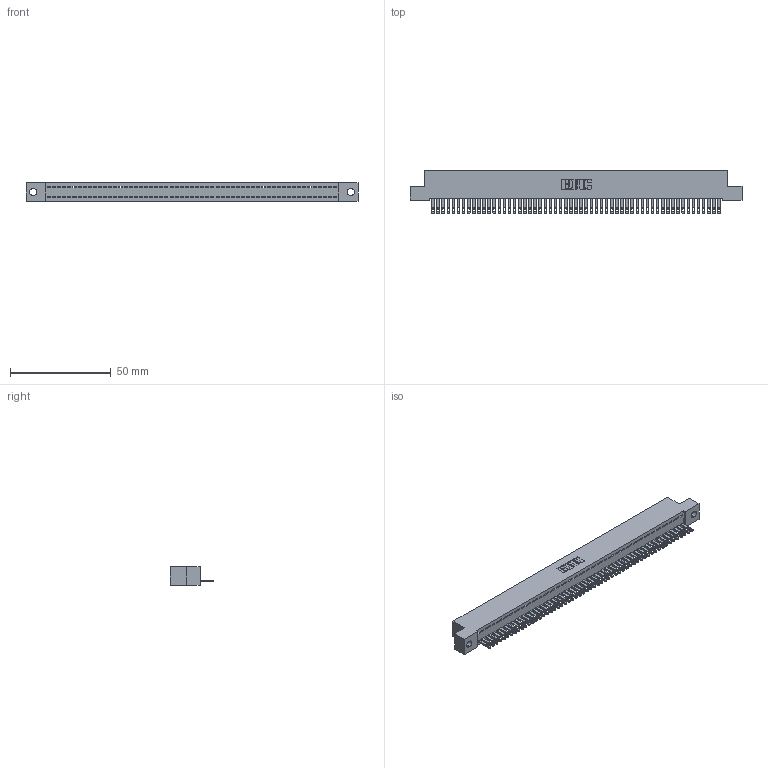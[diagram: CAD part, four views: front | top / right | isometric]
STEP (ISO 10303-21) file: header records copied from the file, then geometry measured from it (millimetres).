
FILE_DESCRIPTION (( 'STEP AP203' ), '1' );
FILE_NAME ('342-057-500-102.STEP', '2018-08-13T04:15:28', ( '' ), ( '' ), 'SwSTEP 2.0', 'SolidWorks 2016', '' );
FILE_SCHEMA (( 'CONFIG_CONTROL_DESIGN' ));
Length unit declared in the file: inch
Products named in the file (3): 342 Part_.128 Slot; 345-292-001_345-293-100; 342-057-500-102
Assembly tree (58 placements, depth 2):
  342-057-500-102
    342 Part_.128 Slot
    345-292-001_345-293-100  x57
Bounding box: 165.1 x 21.85 x 9.4 mm (x, y, z)
Volume: 14514.4 mm3; surface area: 21465.6 mm2
Topology: 58 solids, 58 shells, 3192 faces, 9887 edges, 6590 vertices
Faces by surface type: plane 2122, cylinder 1070
Entity records: 32839 total; most frequent: CARTESIAN_POINT 5669, ORIENTED_EDGE 5662, DIRECTION 4753, EDGE_CURVE 2831, VECTOR 2699, LINE 2699, VERTEX_POINT 1886, AXIS2_PLACEMENT_3D 1027
